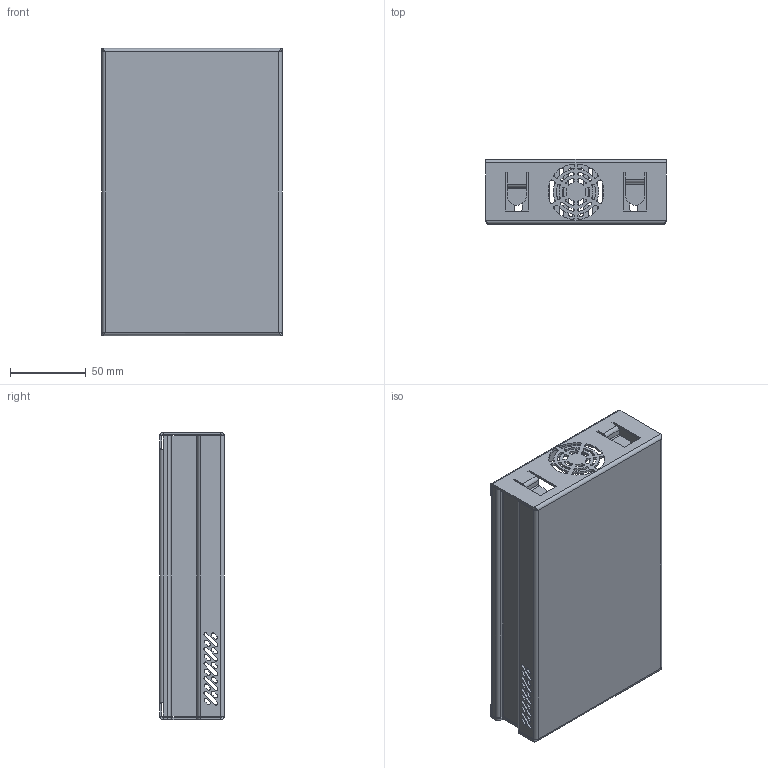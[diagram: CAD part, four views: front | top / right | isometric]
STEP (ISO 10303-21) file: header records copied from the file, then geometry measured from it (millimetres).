
FILE_DESCRIPTION (( 'STEP AP214' ), '1' );
FILE_NAME ('Casier.STEP', '2025-09-11T22:05:40', ( '' ), ( '' ), 'SwSTEP 2.0', 'SolidWorks 2024', '' );
FILE_SCHEMA (( 'AUTOMOTIVE_DESIGN' ));
Length unit declared in the file: inch
Products named in the file (1): Casier
Bounding box: 118.87 x 42.67 x 189.43 mm (x, y, z)
Volume: 75182.2 mm3; surface area: 104881.1 mm2
Topology: 1 solids, 1 shells, 590 faces, 1663 edges, 1089 vertices
Faces by surface type: plane 280, cylinder 264, bspline 46
Entity records: 20912 total; most frequent: CARTESIAN_POINT 5281, ORIENTED_EDGE 3326, DIRECTION 3140, EDGE_CURVE 1663, VERTEX_POINT 1089, AXIS2_PLACEMENT_3D 1065, VECTOR 1010, LINE 1010
